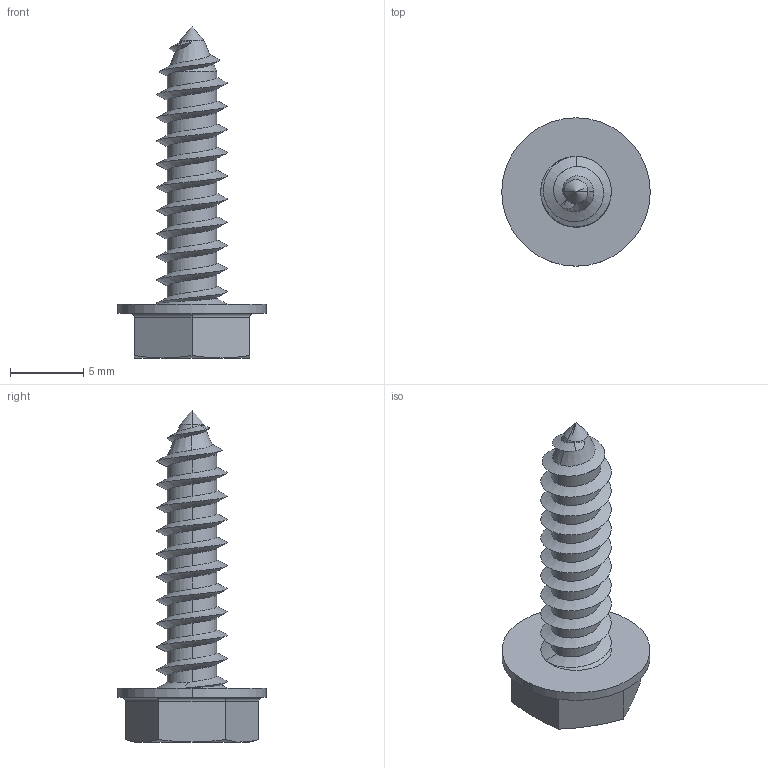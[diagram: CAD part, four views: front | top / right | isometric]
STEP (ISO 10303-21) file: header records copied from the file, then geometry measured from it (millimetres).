
FILE_DESCRIPTION (( 'STEP AP203' ), '1' );
FILE_NAME ('B00GIAB20S.3D.STEP', '2014-01-27T10:14:25', ( 'COMP' ), ( 'KTL' ), 'SwSTEP 2.0', 'SolidWorks 2010', '' );
FILE_SCHEMA (( 'CONFIG_CONTROL_DESIGN' ));
Length unit declared in the file: millimetre
Products named in the file (1): B00GIAB20S.3D
Bounding box: 10.16 x 10.16 x 22.73 mm (x, y, z)
Volume: 407.8 mm3; surface area: 577.7 mm2
Topology: 1 solids, 1 shells, 60 faces, 151 edges, 92 vertices
Faces by surface type: cylinder 30, cone 17, plane 9, bspline 4
Entity records: 4622 total; most frequent: CARTESIAN_POINT 3326, ORIENTED_EDGE 296, DIRECTION 207, EDGE_CURVE 148, VERTEX_POINT 92, AXIS2_PLACEMENT_3D 77, EDGE_LOOP 62, FACE_OUTER_BOUND 60
